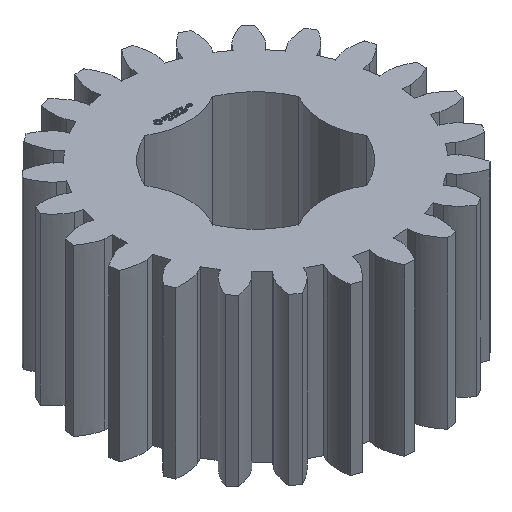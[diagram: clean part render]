
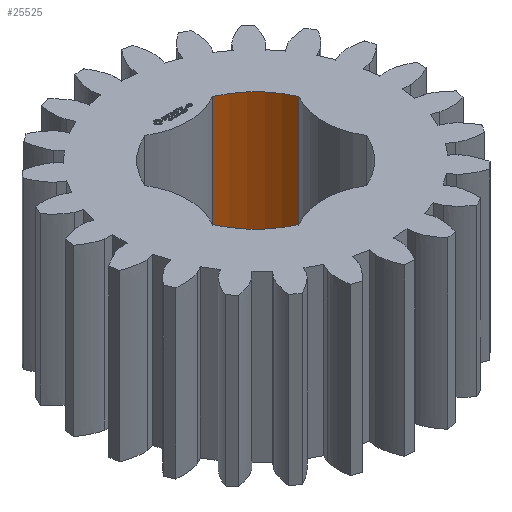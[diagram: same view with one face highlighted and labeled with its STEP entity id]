
A CAD part, isometric view. The second image highlights one B-rep face of the part: STEP entity #25525.
In plain terms, the highlighted cylindrical face has radius 6.35 mm (diameter 12.7 mm), a partial arc.
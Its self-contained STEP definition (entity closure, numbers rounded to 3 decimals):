
#93 = PLANE('',#94);
#94 = AXIS2_PLACEMENT_3D('',#95,#96,#97);
#95 = CARTESIAN_POINT('',(0.,0.,12.5));
#96 = DIRECTION('',(0.,0.,1.));
#97 = DIRECTION('',(1.,0.,0.));
#168 = PLANE('',#169);
#169 = AXIS2_PLACEMENT_3D('',#170,#171,#172);
#170 = CARTESIAN_POINT('',(0.,0.,0.));
#171 = DIRECTION('',(0.,0.,1.));
#172 = DIRECTION('',(1.,0.,0.));
#6800 = VERTEX_POINT('',#6801);
#6801 = CARTESIAN_POINT('',(2.55,5.816,0.));
#6816 = CYLINDRICAL_SURFACE('',#6817,4.9);
#6817 = AXIS2_PLACEMENT_3D('',#6818,#6819,#6820);
#6818 = CARTESIAN_POINT('',(0.,10.,0.));
#6819 = DIRECTION('',(0.,-0.,-1.));
#6820 = DIRECTION('',(0.707,0.707,0.));
#6828 = EDGE_CURVE('',#6829,#6800,#6831,.T.);
#6829 = VERTEX_POINT('',#6830);
#6830 = CARTESIAN_POINT('',(5.816,2.55,0.));
#6831 = SURFACE_CURVE('',#6832,(#6837,#6844),.PCURVE_S1.);
#6832 = CIRCLE('',#6833,6.35);
#6833 = AXIS2_PLACEMENT_3D('',#6834,#6835,#6836);
#6834 = CARTESIAN_POINT('',(0.,0.,0.));
#6835 = DIRECTION('',(0.,-0.,1.));
#6836 = DIRECTION('',(0.707,0.707,0.));
#6837 = PCURVE('',#168,#6838);
#6838 = DEFINITIONAL_REPRESENTATION('',(#6839),#6843);
#6839 = CIRCLE('',#6840,6.35);
#6840 = AXIS2_PLACEMENT_2D('',#6841,#6842);
#6841 = CARTESIAN_POINT('',(0.,0.));
#6842 = DIRECTION('',(0.707,0.707));
#6843 = ( GEOMETRIC_REPRESENTATION_CONTEXT(2) 
PARAMETRIC_REPRESENTATION_CONTEXT() REPRESENTATION_CONTEXT('2D SPACE',''
  ) );
#6844 = PCURVE('',#6845,#6850);
#6845 = CYLINDRICAL_SURFACE('',#6846,6.35);
#6846 = AXIS2_PLACEMENT_3D('',#6847,#6848,#6849);
#6847 = CARTESIAN_POINT('',(0.,0.,0.));
#6848 = DIRECTION('',(0.,-0.,-1.));
#6849 = DIRECTION('',(0.707,0.707,0.));
#6850 = DEFINITIONAL_REPRESENTATION('',(#6851),#6855);
#6851 = LINE('',#6852,#6853);
#6852 = CARTESIAN_POINT('',(-0.,0.));
#6853 = VECTOR('',#6854,1.);
#6854 = DIRECTION('',(-1.,0.));
#6855 = ( GEOMETRIC_REPRESENTATION_CONTEXT(2) 
PARAMETRIC_REPRESENTATION_CONTEXT() REPRESENTATION_CONTEXT('2D SPACE',''
  ) );
#6874 = CYLINDRICAL_SURFACE('',#6875,4.9);
#6875 = AXIS2_PLACEMENT_3D('',#6876,#6877,#6878);
#6876 = CARTESIAN_POINT('',(10.,0.,0.));
#6877 = DIRECTION('',(0.,-0.,-1.));
#6878 = DIRECTION('',(0.707,0.707,0.));
#11634 = VERTEX_POINT('',#11635);
#11635 = CARTESIAN_POINT('',(2.55,5.816,12.5));
#11657 = EDGE_CURVE('',#11658,#11634,#11660,.T.);
#11658 = VERTEX_POINT('',#11659);
#11659 = CARTESIAN_POINT('',(5.816,2.55,12.5));
#11660 = SURFACE_CURVE('',#11661,(#11666,#11673),.PCURVE_S1.);
#11661 = CIRCLE('',#11662,6.35);
#11662 = AXIS2_PLACEMENT_3D('',#11663,#11664,#11665);
#11663 = CARTESIAN_POINT('',(0.,0.,12.5)
  );
#11664 = DIRECTION('',(0.,-0.,1.));
#11665 = DIRECTION('',(0.707,0.707,0.));
#11666 = PCURVE('',#93,#11667);
#11667 = DEFINITIONAL_REPRESENTATION('',(#11668),#11672);
#11668 = CIRCLE('',#11669,6.35);
#11669 = AXIS2_PLACEMENT_2D('',#11670,#11671);
#11670 = CARTESIAN_POINT('',(0.,0.));
#11671 = DIRECTION('',(0.707,0.707));
#11672 = ( GEOMETRIC_REPRESENTATION_CONTEXT(2) 
PARAMETRIC_REPRESENTATION_CONTEXT() REPRESENTATION_CONTEXT('2D SPACE',''
  ) );
#11673 = PCURVE('',#6845,#11674);
#11674 = DEFINITIONAL_REPRESENTATION('',(#11675),#11679);
#11675 = LINE('',#11676,#11677);
#11676 = CARTESIAN_POINT('',(-0.,-12.5));
#11677 = VECTOR('',#11678,1.);
#11678 = DIRECTION('',(-1.,0.));
#11679 = ( GEOMETRIC_REPRESENTATION_CONTEXT(2) 
PARAMETRIC_REPRESENTATION_CONTEXT() REPRESENTATION_CONTEXT('2D SPACE',''
  ) );
#25502 = EDGE_CURVE('',#6829,#11658,#25503,.T.);
#25503 = SURFACE_CURVE('',#25504,(#25508,#25515),.PCURVE_S1.);
#25504 = LINE('',#25505,#25506);
#25505 = CARTESIAN_POINT('',(5.816,2.55,0.));
#25506 = VECTOR('',#25507,1.);
#25507 = DIRECTION('',(0.,0.,1.));
#25508 = PCURVE('',#6874,#25509);
#25509 = DEFINITIONAL_REPRESENTATION('',(#25510),#25514);
#25510 = LINE('',#25511,#25512);
#25511 = CARTESIAN_POINT('',(-1.809,0.));
#25512 = VECTOR('',#25513,1.);
#25513 = DIRECTION('',(-0.,-1.));
#25514 = ( GEOMETRIC_REPRESENTATION_CONTEXT(2) 
PARAMETRIC_REPRESENTATION_CONTEXT() REPRESENTATION_CONTEXT('2D SPACE',''
  ) );
#25515 = PCURVE('',#6845,#25516);
#25516 = DEFINITIONAL_REPRESENTATION('',(#25517),#25521);
#25517 = LINE('',#25518,#25519);
#25518 = CARTESIAN_POINT('',(-5.911,0.));
#25519 = VECTOR('',#25520,1.);
#25520 = DIRECTION('',(-0.,-1.));
#25521 = ( GEOMETRIC_REPRESENTATION_CONTEXT(2) 
PARAMETRIC_REPRESENTATION_CONTEXT() REPRESENTATION_CONTEXT('2D SPACE',''
  ) );
#25525 = ADVANCED_FACE('',(#25526),#6845,.F.);
#25526 = FACE_BOUND('',#25527,.T.);
#25527 = EDGE_LOOP('',(#25528,#25529,#25530,#25551));
#25528 = ORIENTED_EDGE('',*,*,#25502,.T.);
#25529 = ORIENTED_EDGE('',*,*,#11657,.T.);
#25530 = ORIENTED_EDGE('',*,*,#25531,.F.);
#25531 = EDGE_CURVE('',#6800,#11634,#25532,.T.);
#25532 = SURFACE_CURVE('',#25533,(#25537,#25544),.PCURVE_S1.);
#25533 = LINE('',#25534,#25535);
#25534 = CARTESIAN_POINT('',(2.55,5.816,0.));
#25535 = VECTOR('',#25536,1.);
#25536 = DIRECTION('',(0.,0.,1.));
#25537 = PCURVE('',#6845,#25538);
#25538 = DEFINITIONAL_REPRESENTATION('',(#25539),#25543);
#25539 = LINE('',#25540,#25541);
#25540 = CARTESIAN_POINT('',(-6.655,0.));
#25541 = VECTOR('',#25542,1.);
#25542 = DIRECTION('',(-0.,-1.));
#25543 = ( GEOMETRIC_REPRESENTATION_CONTEXT(2) 
PARAMETRIC_REPRESENTATION_CONTEXT() REPRESENTATION_CONTEXT('2D SPACE',''
  ) );
#25544 = PCURVE('',#6816,#25545);
#25545 = DEFINITIONAL_REPRESENTATION('',(#25546),#25550);
#25546 = LINE('',#25547,#25548);
#25547 = CARTESIAN_POINT('',(-4.474,0.));
#25548 = VECTOR('',#25549,1.);
#25549 = DIRECTION('',(-0.,-1.));
#25550 = ( GEOMETRIC_REPRESENTATION_CONTEXT(2) 
PARAMETRIC_REPRESENTATION_CONTEXT() REPRESENTATION_CONTEXT('2D SPACE',''
  ) );
#25551 = ORIENTED_EDGE('',*,*,#6828,.F.);
